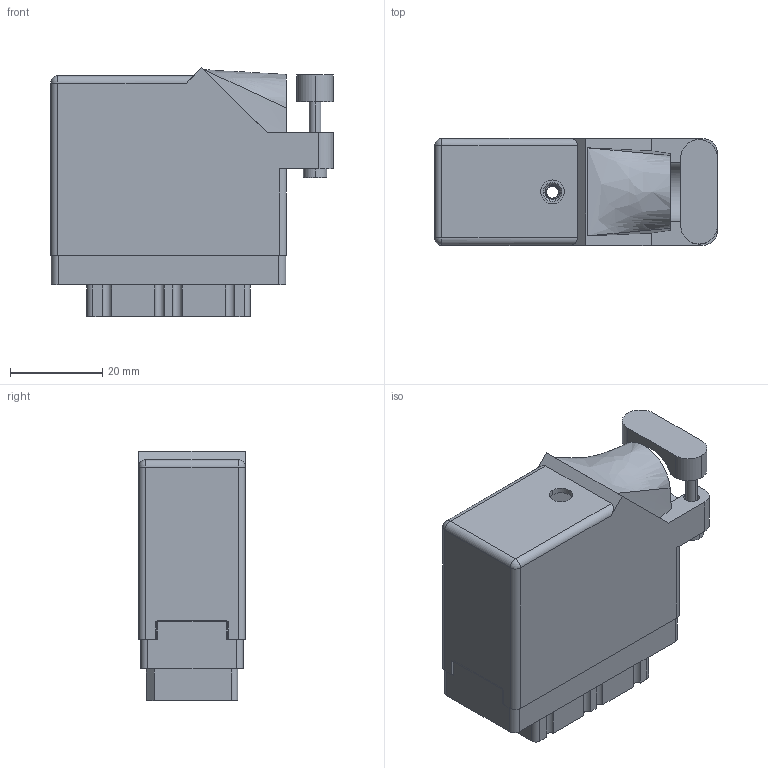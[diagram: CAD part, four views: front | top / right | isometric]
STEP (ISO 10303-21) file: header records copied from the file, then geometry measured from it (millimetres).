
FILE_DESCRIPTION (( 'STEP AP203' ), '1' );
FILE_NAME ('519-036-501-426.STEP', '2020-09-09T20:52:43', ( '' ), ( '' ), 'SwSTEP 2.0', 'SolidWorks 2020', '' );
FILE_SCHEMA (( 'CONFIG_CONTROL_DESIGN' ));
Length unit declared in the file: inch
Products named in the file (5): 516-252-035-100_516-252-035-100; 519 Receptacle Insulator_036; 516-292-001_501 Contact; 516-230-001_Plastic - 038 Side Entry; 519-036-501-426
Assembly tree (39 placements, depth 2):
  519-036-501-426
    519 Receptacle Insulator_036
    516-292-001_501 Contact  x36
    516-252-035-100_516-252-035-100
    516-230-001_Plastic - 038 Side Entry
Bounding box: 61.21 x 23.11 x 53.89 mm (x, y, z)
Volume: 23326.1 mm3; surface area: 35211.6 mm2
Topology: 39 solids, 39 shells, 3563 faces, 10297 edges, 6834 vertices
Faces by surface type: plane 2135, cylinder 1189, bspline 225, cone 12, sphere 2
Entity records: 38676 total; most frequent: CARTESIAN_POINT 8928, ORIENTED_EDGE 6030, DIRECTION 5818, EDGE_CURVE 3015, VECTOR 2176, LINE 2176, VERTEX_POINT 2004, AXIS2_PLACEMENT_3D 1821
